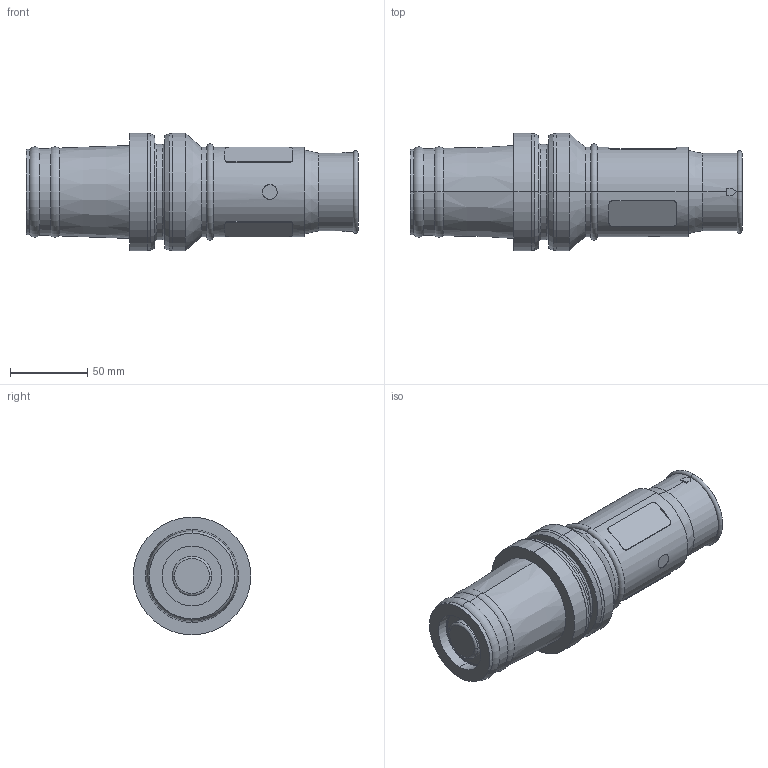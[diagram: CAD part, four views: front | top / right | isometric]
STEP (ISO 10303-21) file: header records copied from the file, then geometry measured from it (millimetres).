
FILE_DESCRIPTION (( 'STEP AP214' ), '1' );
FILE_NAME ('CATSTD-49M77-000-M01.STEP', '2021-11-22T19:58:29', ( '' ), ( '' ), 'SwSTEP 2.0', 'SolidWorks 2020', '' );
FILE_SCHEMA (( 'AUTOMOTIVE_DESIGN' ));
Length unit declared in the file: inch
Products named in the file (1): CATSTD-49M77-000-M01
Bounding box: 215.14 x 76.2 x 76.2 mm (x, y, z)
Volume: 607891.9 mm3; surface area: 53356.2 mm2
Topology: 1 solids, 1 shells, 124 faces, 274 edges, 168 vertices
Faces by surface type: cylinder 54, plane 42, cone 18, torus 10
Entity records: 5197 total; most frequent: CARTESIAN_POINT 827, DIRECTION 622, ORIENTED_EDGE 548, EDGE_CURVE 274, AXIS2_PLACEMENT_3D 253, VERTEX_POINT 168, EDGE_LOOP 140, CIRCLE 128
